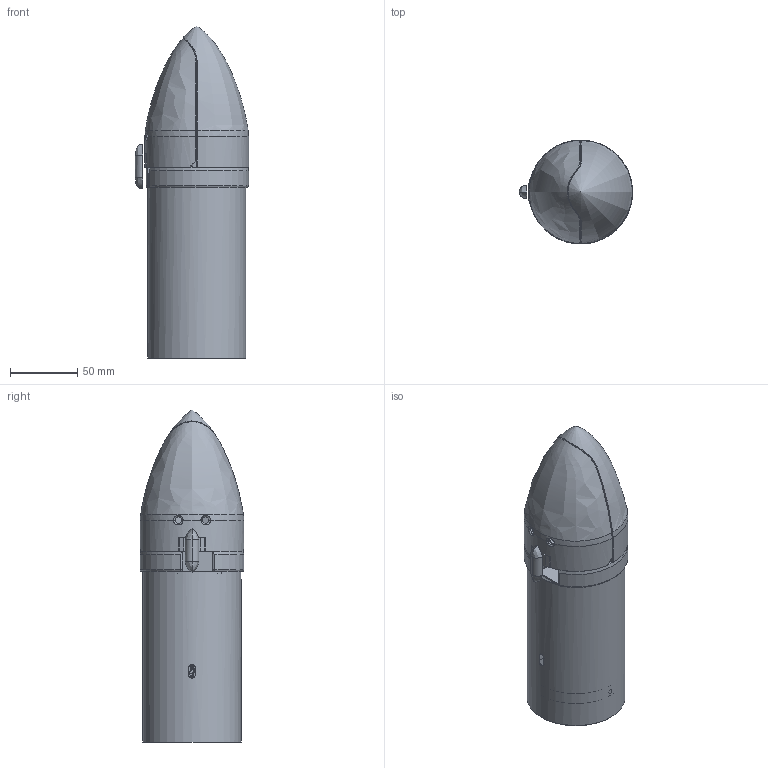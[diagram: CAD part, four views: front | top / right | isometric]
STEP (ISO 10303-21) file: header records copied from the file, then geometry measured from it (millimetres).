
FILE_DESCRIPTION(/* description */ (''),/* implementation_level */ '2;1');
FILE_NAME(/* name */ '9a6e5654-c20f-4570-b6ae-c7fe2775480e.stp',/* time_stamp */ '2022-04-02T07:20:55+00:00',/* author */ (''),/* organization */ (''),/* preprocessor_version */ 'ST-DEVELOPER v18.1',/* originating_system */ 'Autodesk Translation Framework v10.14.0.1471',/* authorisation */ '');
FILE_SCHEMA (('AUTOMOTIVE_DESIGN { 1 0 10303 214 3 1 1 }'));
Length unit declared in the file: millimetre
Products named in the file (1): Fairing 3
Bounding box: 84.22 x 77.2 x 247 mm (x, y, z)
Volume: 138477.6 mm3; surface area: 146237.1 mm2
Topology: 7 solids, 7 shells, 1757 faces, 4254 edges, 2494 vertices
Faces by surface type: cylinder 817, torus 476, plane 352, bspline 103, sphere 6, cone 3
Full cylindrical faces by diameter (mm): 3 x2, 5 x4, 5.4 x4, 66.35 x1, 72 x1, 72.2 x1, 73 x1
Entity records: 56660 total; most frequent: CARTESIAN_POINT 14746, DIRECTION 9446, ORIENTED_EDGE 8484, EDGE_CURVE 4242, AXIS2_PLACEMENT_3D 3833, VERTEX_POINT 2494, CIRCLE 2148, EDGE_LOOP 1924
